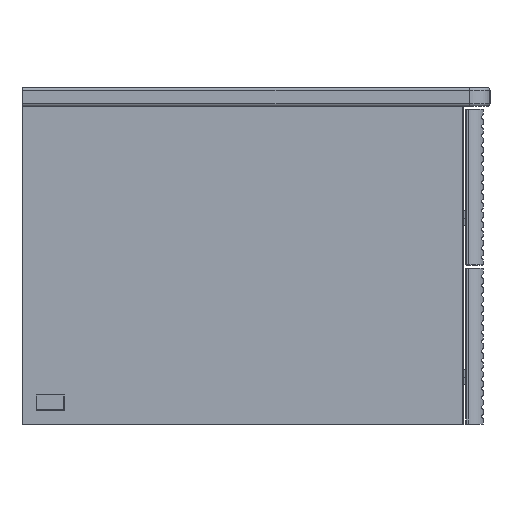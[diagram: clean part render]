
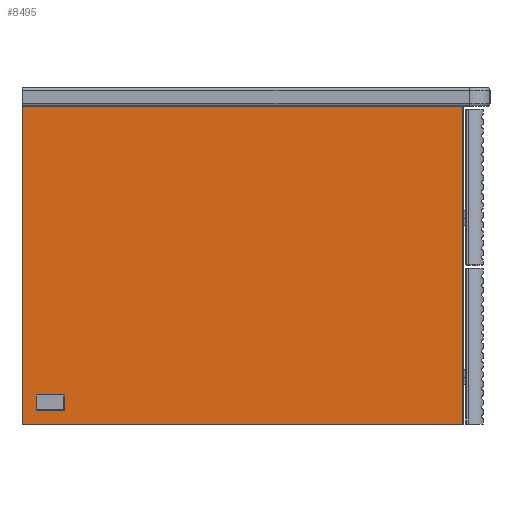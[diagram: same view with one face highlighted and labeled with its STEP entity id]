
A CAD part, left-side view. The second image highlights one B-rep face of the part: STEP entity #8495.
In plain terms, the highlighted planar face has unit normal (-1, 0, 0).
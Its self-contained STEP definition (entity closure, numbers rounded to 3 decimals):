
#8344=CARTESIAN_POINT('',(48253.226,-3958.028,170.0));
#8345=VERTEX_POINT('',#8344);
#8352=CARTESIAN_POINT('',(48253.226,-3958.028,-170.0));
#8353=VERTEX_POINT('',#8352);
#8354=CARTESIAN_POINT('',(48253.226,-3958.028,170.0));
#8355=DIRECTION('',(0.0,0.0,-1.0));
#8356=VECTOR('',#8355,340.0);
#8357=LINE('',#8354,#8356);
#8358=EDGE_CURVE('',#8345,#8353,#8357,.T.);
#8414=CARTESIAN_POINT('',(48253.226,-3487.028,-170.0));
#8415=VERTEX_POINT('',#8414);
#8416=CARTESIAN_POINT('',(48253.226,-3487.028,-170.0));
#8417=DIRECTION('',(0.0,-1.0,0.0));
#8418=VECTOR('',#8417,471.);
#8419=LINE('',#8416,#8418);
#8420=EDGE_CURVE('',#8415,#8353,#8419,.T.);
#8472=CARTESIAN_POINT('',(48253.226,-3722.528,-170.001));
#8473=DIRECTION('',(-1.0,0.0,0.0));
#8474=DIRECTION('',(0.0,0.0,1.0));
#8475=AXIS2_PLACEMENT_3D('',#8472,#8473,#8474);
#8476=PLANE('',#8475);
#8477=ORIENTED_EDGE('',*,*,#8358,.F.);
#8478=CARTESIAN_POINT('',(48253.226,-3487.028,170.0));
#8479=VERTEX_POINT('',#8478);
#8480=CARTESIAN_POINT('',(48253.226,-3487.028,170.0));
#8481=DIRECTION('',(0.0,-1.0,0.0));
#8482=VECTOR('',#8481,471.);
#8483=LINE('',#8480,#8482);
#8484=EDGE_CURVE('',#8479,#8345,#8483,.T.);
#8485=ORIENTED_EDGE('',*,*,#8484,.F.);
#8486=CARTESIAN_POINT('',(48253.226,-3487.028,-170.0));
#8487=DIRECTION('',(0.0,0.0,1.0));
#8488=VECTOR('',#8487,340.0);
#8489=LINE('',#8486,#8488);
#8490=EDGE_CURVE('',#8415,#8479,#8489,.T.);
#8491=ORIENTED_EDGE('',*,*,#8490,.F.);
#8492=ORIENTED_EDGE('',*,*,#8420,.T.);
#8493=EDGE_LOOP('',(#8477,#8485,#8491,#8492));
#8494=FACE_OUTER_BOUND('',#8493,.T.);
#8495=ADVANCED_FACE('',(#8494),#8476,.T.);
